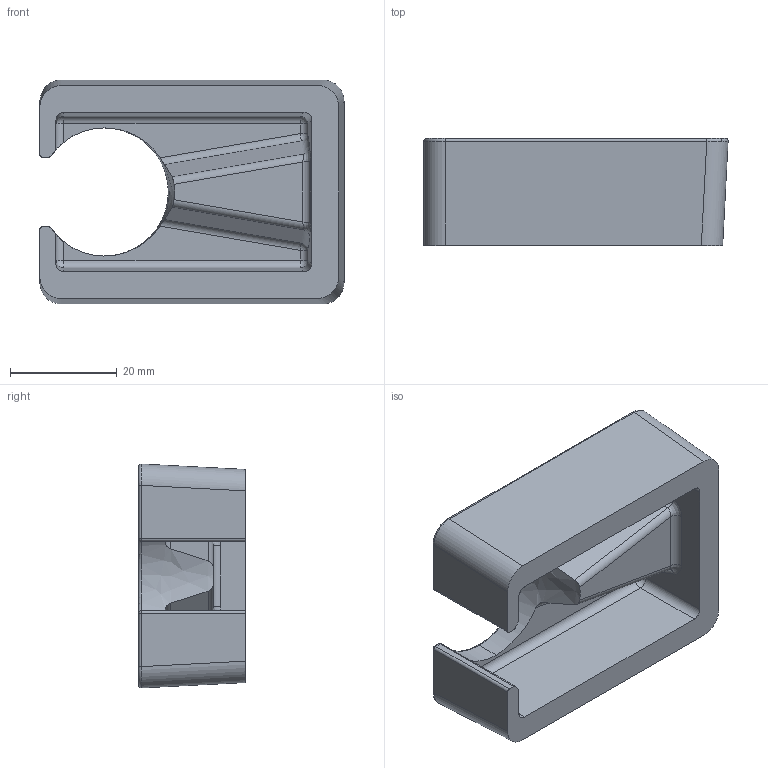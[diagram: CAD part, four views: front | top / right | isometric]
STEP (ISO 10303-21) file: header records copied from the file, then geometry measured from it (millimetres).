
FILE_DESCRIPTION (( 'STEP AP203' ), '1' );
FILE_NAME ('P2 lang M20.STEP', '2008-08-01T06:46:26', ( 'Gregorzyk' ), ( 'Lindapter' ), 'SwSTEP 2.0', 'SolidWorks 2008', '' );
FILE_SCHEMA (( 'CONFIG_CONTROL_DESIGN' ));
Length unit declared in the file: millimetre
Products named in the file (1): P2 lang M20
Bounding box: 56.97 x 20 x 41.94 mm (x, y, z)
Volume: 25269.6 mm3; surface area: 9691.9 mm2
Topology: 1 solids, 1 shells, 268 faces, 698 edges, 444 vertices
Faces by surface type: plane 153, bspline 69, cylinder 34, sphere 10, torus 2
Entity records: 11955 total; most frequent: CARTESIAN_POINT 5875, ORIENTED_EDGE 1376, DIRECTION 991, EDGE_CURVE 688, VECTOR 475, LINE 475, VERTEX_POINT 444, EDGE_LOOP 290
